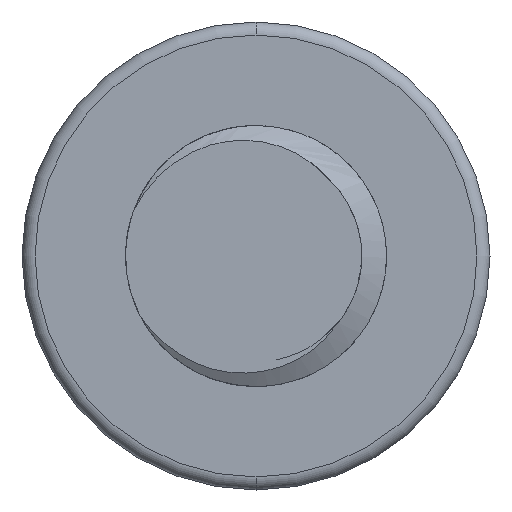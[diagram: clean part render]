
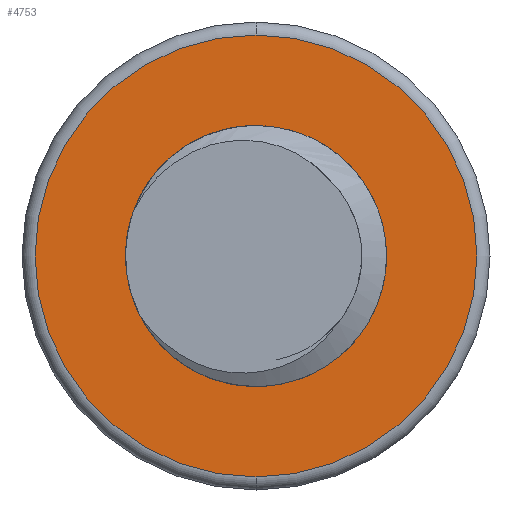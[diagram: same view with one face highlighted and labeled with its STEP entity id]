
A CAD part, front view. The second image highlights one B-rep face of the part: STEP entity #4753.
In plain terms, the highlighted planar face has unit normal (0, -1, 0).
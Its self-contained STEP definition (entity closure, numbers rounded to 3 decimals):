
#88 = CARTESIAN_POINT ( 'NONE',  ( 0., 16., 0. ) ) ;
#231 = EDGE_CURVE ( 'NONE', #4641, #658, #3425, .T. ) ;
#401 = AXIS2_PLACEMENT_3D ( 'NONE', #2895, #1829, #1934 ) ;
#408 = DIRECTION ( 'NONE',  ( 0., 0., -1. ) ) ;
#467 = ORIENTED_EDGE ( 'NONE', *, *, #231, .T. ) ;
#658 = VERTEX_POINT ( 'NONE', #6157 ) ;
#671 = AXIS2_PLACEMENT_3D ( 'NONE', #3852, #6012, #5425 ) ;
#798 = ORIENTED_EDGE ( 'NONE', *, *, #5355, .T. ) ;
#1344 = CARTESIAN_POINT ( 'NONE',  ( 0., 16., 0. ) ) ;
#1511 = CIRCLE ( 'NONE', #401, 2. ) ;
#1659 = ORIENTED_EDGE ( 'NONE', *, *, #4835, .T. ) ;
#1829 = DIRECTION ( 'NONE',  ( 0., 1., 0. ) ) ;
#1934 = DIRECTION ( 'NONE',  ( 0., 0., 1. ) ) ;
#1952 = CIRCLE ( 'NONE', #2819, 3.386 ) ;
#2143 = VERTEX_POINT ( 'NONE', #2203 ) ;
#2196 = AXIS2_PLACEMENT_3D ( 'NONE', #88, #3194, #5699 ) ;
#2203 = CARTESIAN_POINT ( 'NONE',  ( -0.437, 16., -1.952 ) ) ;
#2508 = EDGE_CURVE ( 'NONE', #658, #4641, #1952, .T. ) ;
#2819 = AXIS2_PLACEMENT_3D ( 'NONE', #5127, #5161, #3032 ) ;
#2895 = CARTESIAN_POINT ( 'NONE',  ( 0., 16., 0. ) ) ;
#3032 = DIRECTION ( 'NONE',  ( 0., 0., -1. ) ) ;
#3084 = CARTESIAN_POINT ( 'NONE',  ( 0., 16., 3.386 ) ) ;
#3194 = DIRECTION ( 'NONE',  ( 0., 1., 0. ) ) ;
#3425 = CIRCLE ( 'NONE', #671, 3.386 ) ;
#3429 = EDGE_LOOP ( 'NONE', ( #798, #1659 ) ) ;
#3600 = AXIS2_PLACEMENT_3D ( 'NONE', #1344, #5571, #408 ) ;
#3852 = CARTESIAN_POINT ( 'NONE',  ( 0., 16., 0. ) ) ;
#4001 = FACE_OUTER_BOUND ( 'NONE', #4598, .T. ) ;
#4201 = VERTEX_POINT ( 'NONE', #5998 ) ;
#4517 = FACE_BOUND ( 'NONE', #3429, .T. ) ;
#4598 = EDGE_LOOP ( 'NONE', ( #5390, #467 ) ) ;
#4641 = VERTEX_POINT ( 'NONE', #3084 ) ;
#4753 = ADVANCED_FACE ( 'NONE', ( #4001, #4517 ), #6088, .T. ) ;
#4835 = EDGE_CURVE ( 'NONE', #2143, #4201, #1511, .T. ) ;
#5127 = CARTESIAN_POINT ( 'NONE',  ( 0., 16., 0. ) ) ;
#5161 = DIRECTION ( 'NONE',  ( 0., -1., 0. ) ) ;
#5355 = EDGE_CURVE ( 'NONE', #4201, #2143, #6465, .T. ) ;
#5390 = ORIENTED_EDGE ( 'NONE', *, *, #2508, .T. ) ;
#5425 = DIRECTION ( 'NONE',  ( 0., 0., -1. ) ) ;
#5571 = DIRECTION ( 'NONE',  ( 0., -1., 0. ) ) ;
#5699 = DIRECTION ( 'NONE',  ( 0., 0., 1. ) ) ;
#5998 = CARTESIAN_POINT ( 'NONE',  ( -1.695, 16., -1.061 ) ) ;
#6012 = DIRECTION ( 'NONE',  ( 0., -1., 0. ) ) ;
#6088 = PLANE ( 'NONE',  #3600 ) ;
#6157 = CARTESIAN_POINT ( 'NONE',  ( 0., 16., -3.386 ) ) ;
#6465 = CIRCLE ( 'NONE', #2196, 2. ) ;
